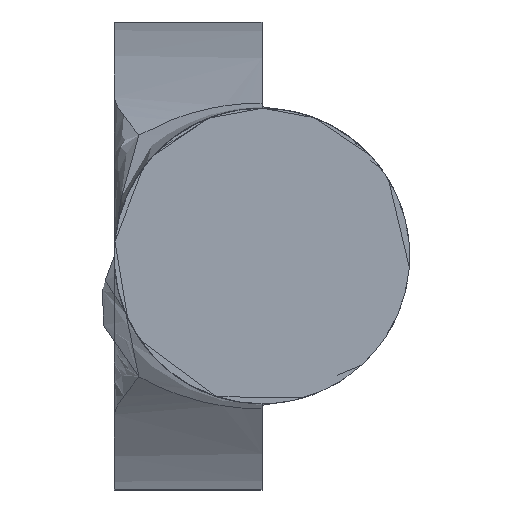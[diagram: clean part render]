
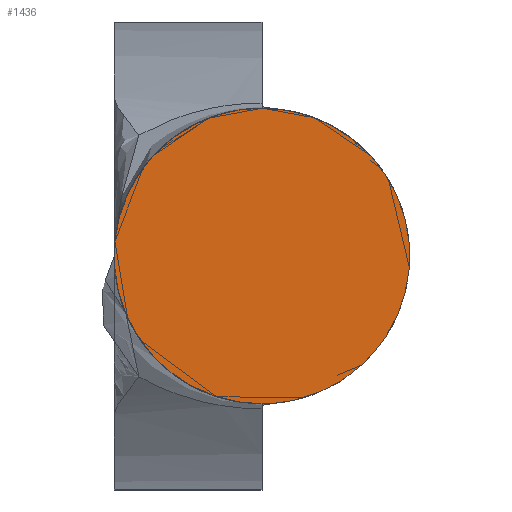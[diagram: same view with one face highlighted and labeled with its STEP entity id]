
A CAD part, left-side view. The second image highlights one B-rep face of the part: STEP entity #1436.
In plain terms, the highlighted free-form (B-spline) face has degree [1, 1] with [2, 2] control points.
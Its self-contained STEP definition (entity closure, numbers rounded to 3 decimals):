
#273=CARTESIAN_POINT('',(-600.0,-5.023,-2.215));
#274=VERTEX_POINT('',#273);
#280=CARTESIAN_POINT('',(-600.0,-3.,-3.0));
#281=VERTEX_POINT('',#280);
#282=CARTESIAN_POINT('',(-600.0,-5.023,-2.215));
#283=CARTESIAN_POINT('',(-600.0,-4.164,-3.));
#284=CARTESIAN_POINT('',(-600.0,-3.,-3.0));
#292=(BOUNDED_CURVE()B_SPLINE_CURVE(2,(#282,#283,#284),.UNSPECIFIED.,.F.,.U.)B_SPLINE_CURVE_WITH_KNOTS((3,3),(0.382,0.5),.UNSPECIFIED.)CURVE()GEOMETRIC_REPRESENTATION_ITEM()RATIONAL_B_SPLINE_CURVE((0.854,0.862,1.0))REPRESENTATION_ITEM(''));
#293=EDGE_CURVE('',#274,#281,#292,.T.);
#295=CARTESIAN_POINT('',(-600.0,-3.,3.0));
#296=VERTEX_POINT('',#295);
#297=CARTESIAN_POINT('',(-600.0,-3.,-3.0));
#298=CARTESIAN_POINT('',(-600.,0.,-3.0));
#299=CARTESIAN_POINT('',(-600.0,0.,0.));
#300=CARTESIAN_POINT('',(-600.,0.,3.0));
#301=CARTESIAN_POINT('',(-600.0,-3.,3.0));
#309=(BOUNDED_CURVE()B_SPLINE_CURVE(2,(#297,#298,#299,#300,#301),.UNSPECIFIED.,.F.,.U.)B_SPLINE_CURVE_WITH_KNOTS((3,2,3),(0.5,0.75,1.0),.UNSPECIFIED.)CURVE()GEOMETRIC_REPRESENTATION_ITEM()RATIONAL_B_SPLINE_CURVE((1.0,0.707,1.0,0.707,1.0))REPRESENTATION_ITEM(''));
#310=EDGE_CURVE('',#281,#296,#309,.T.);
#312=CARTESIAN_POINT('',(-600.0,-5.991,-0.235));
#313=VERTEX_POINT('',#312);
#314=CARTESIAN_POINT('',(-600.0,-3.,3.0));
#315=CARTESIAN_POINT('',(-600.,-6.,3.0));
#316=CARTESIAN_POINT('',(-600.0,-6.,0.));
#317=CARTESIAN_POINT('',(-600.0,-6.,-0.118));
#318=CARTESIAN_POINT('',(-600.0,-5.991,-0.235));
#326=(BOUNDED_CURVE()B_SPLINE_CURVE(2,(#314,#315,#316,#317,#318),.UNSPECIFIED.,.F.,.U.)B_SPLINE_CURVE_WITH_KNOTS((3,2,3),(0.0,0.25,0.264),.UNSPECIFIED.)CURVE()GEOMETRIC_REPRESENTATION_ITEM()RATIONAL_B_SPLINE_CURVE((1.0,0.707,1.0,0.984,0.97))REPRESENTATION_ITEM(''));
#327=EDGE_CURVE('',#296,#313,#326,.T.);
#493=CARTESIAN_POINT('',(-600.0,-5.991,-0.235));
#494=CARTESIAN_POINT('',(-600.,-5.898,-1.417));
#495=CARTESIAN_POINT('',(-600.,-5.023,-2.215));
#503=(BOUNDED_CURVE()B_SPLINE_CURVE(2,(#493,#494,#495),.UNSPECIFIED.,.F.,.U.)B_SPLINE_CURVE_WITH_KNOTS((3,3),(0.264,0.382),.UNSPECIFIED.)CURVE()GEOMETRIC_REPRESENTATION_ITEM()RATIONAL_B_SPLINE_CURVE((0.97,0.846,0.854))REPRESENTATION_ITEM(''));
#504=EDGE_CURVE('',#313,#274,#503,.T.);
#1425=CARTESIAN_POINT('',(-600.0,-6.299,3.3));
#1426=CARTESIAN_POINT('',(-600.0,0.3,3.3));
#1427=CARTESIAN_POINT('',(-600.0,-6.299,-3.3));
#1428=CARTESIAN_POINT('',(-600.0,0.3,-3.3));
#1429=B_SPLINE_SURFACE_WITH_KNOTS('',1,1,((#1425,#1427),(#1426,#1428)),.UNSPECIFIED.,.F.,.F.,.U.,(2,2),(2,2),(0.0,6.598),(0.0,6.599),.UNSPECIFIED.);
#1430=ORIENTED_EDGE('',*,*,#310,.F.);
#1431=ORIENTED_EDGE('',*,*,#293,.F.);
#1432=ORIENTED_EDGE('',*,*,#504,.F.);
#1433=ORIENTED_EDGE('',*,*,#327,.F.);
#1434=EDGE_LOOP('',(#1430,#1431,#1432,#1433));
#1435=FACE_OUTER_BOUND('',#1434,.T.);
#1436=ADVANCED_FACE('',(#1435),#1429,.T.);
